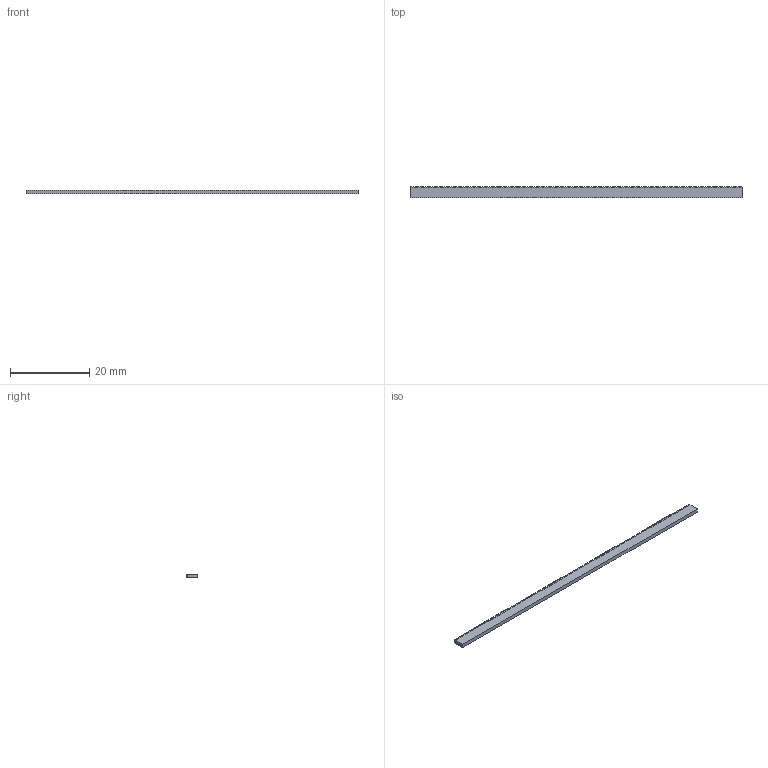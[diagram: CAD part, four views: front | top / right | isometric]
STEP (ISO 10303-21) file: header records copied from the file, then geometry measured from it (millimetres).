
FILE_DESCRIPTION (( 'STEP AP214' ), '1' );
FILE_NAME ('Rack.STEP', '2023-04-25T11:01:19', ( '' ), ( '' ), 'SwSTEP 2.0', 'SolidWorks 2022', '' );
FILE_SCHEMA (( 'AUTOMOTIVE_DESIGN' ));
Length unit declared in the file: millimetre
Products named in the file (1): Rack
Bounding box: 83.92 x 3 x 1 mm (x, y, z)
Volume: 233.5 mm3; surface area: 722.7 mm2
Topology: 1 solids, 1 shells, 1124 faces, 3366 edges, 2244 vertices
Faces by surface type: plane 565, cylinder 559
Entity records: 38202 total; most frequent: CARTESIAN_POINT 6735, DIRECTION 6734, ORIENTED_EDGE 6732, EDGE_CURVE 3366, LINE 2248, VECTOR 2248, VERTEX_POINT 2244, AXIS2_PLACEMENT_3D 2243
